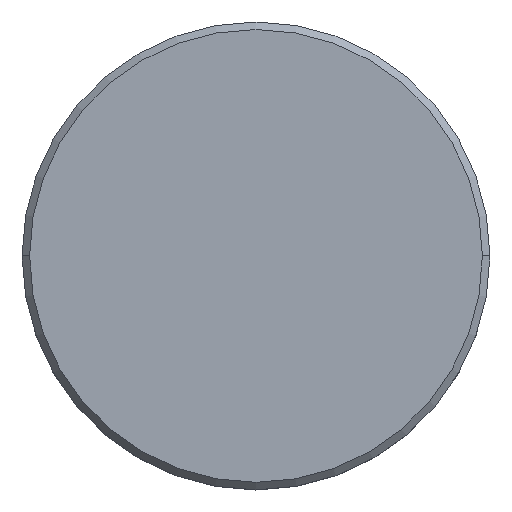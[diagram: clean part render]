
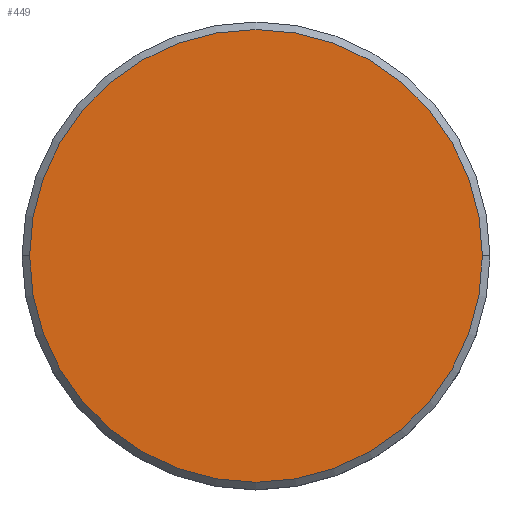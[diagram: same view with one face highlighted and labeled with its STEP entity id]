
A CAD part, top view. The second image highlights one B-rep face of the part: STEP entity #449.
In plain terms, the highlighted planar face has unit normal (0, 0, 1).
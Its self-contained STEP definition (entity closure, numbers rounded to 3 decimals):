
#18 = CARTESIAN_POINT ( 'NONE',  ( 0., 0., 0. ) ) ;
#124 = DIRECTION ( 'NONE',  ( 1., 0., 0. ) ) ;
#129 = DIRECTION ( 'NONE',  ( 0., 0., 1. ) ) ;
#176 = EDGE_CURVE ( 'NONE', #190, #244, #725, .T. ) ;
#190 = VERTEX_POINT ( 'NONE', #549 ) ;
#230 = ORIENTED_EDGE ( 'NONE', *, *, #176, .T. ) ;
#244 = VERTEX_POINT ( 'NONE', #391 ) ;
#283 = DIRECTION ( 'NONE',  ( 1., 0., 0. ) ) ;
#284 = EDGE_LOOP ( 'NONE', ( #230, #910 ) ) ;
#319 = EDGE_CURVE ( 'NONE', #244, #190, #564, .T. ) ;
#391 = CARTESIAN_POINT ( 'NONE',  ( 15., 0., 0. ) ) ;
#449 = ADVANCED_FACE ( 'NONE', ( #1149 ), #854, .T. ) ;
#493 = AXIS2_PLACEMENT_3D ( 'NONE', #1066, #593, #792 ) ;
#549 = CARTESIAN_POINT ( 'NONE',  ( -15., 0., 0. ) ) ;
#564 = CIRCLE ( 'NONE', #493, 15. ) ;
#593 = DIRECTION ( 'NONE',  ( 0., 0., 1. ) ) ;
#725 = CIRCLE ( 'NONE', #827, 15. ) ;
#741 = DIRECTION ( 'NONE',  ( 0., 0., 1. ) ) ;
#792 = DIRECTION ( 'NONE',  ( 1., 0., 0. ) ) ;
#827 = AXIS2_PLACEMENT_3D ( 'NONE', #18, #741, #283 ) ;
#854 = PLANE ( 'NONE',  #881 ) ;
#881 = AXIS2_PLACEMENT_3D ( 'NONE', #1051, #129, #124 ) ;
#910 = ORIENTED_EDGE ( 'NONE', *, *, #319, .T. ) ;
#1051 = CARTESIAN_POINT ( 'NONE',  ( 0., 0., 0. ) ) ;
#1066 = CARTESIAN_POINT ( 'NONE',  ( 0., 0., 0. ) ) ;
#1149 = FACE_OUTER_BOUND ( 'NONE', #284, .T. ) ;
